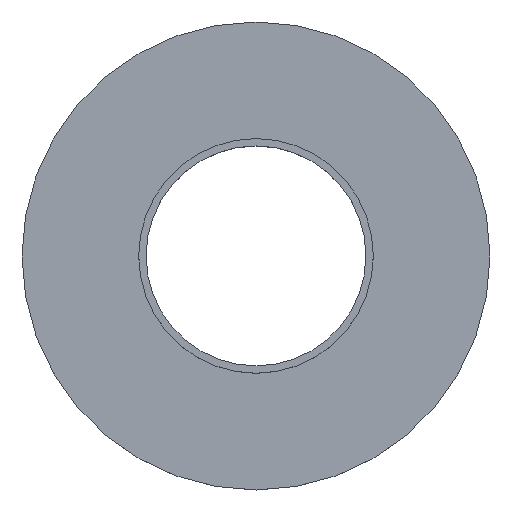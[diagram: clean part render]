
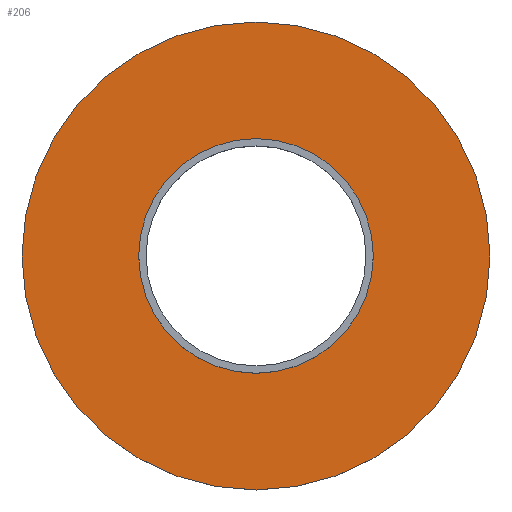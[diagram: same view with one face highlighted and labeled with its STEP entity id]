
A CAD part, top view. The second image highlights one B-rep face of the part: STEP entity #206.
In plain terms, the highlighted planar face has unit normal (0, 0, 1).
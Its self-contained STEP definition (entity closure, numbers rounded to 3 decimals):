
#102=CARTESIAN_POINT('POINT9',(-1.,0.,-0.427));
#103=VERTEX_POINT('VERTEX9',#102);
#110=CARTESIAN_POINT('POINT10',(1.,0.,
   -0.427));
#111=VERTEX_POINT('VERTEX10',#110);
#112=CARTESIAN_POINT('POS11',(0.,0.,-0.427));
#113=DIRECTION('DIR18',(0.,0.,-1.));
#114=DIRECTION('DIR19',(1.,0.,0.));
#115=AXIS2_PLACEMENT_3D('AXIS8',#112,#113,#114);
#116=CIRCLE('ELLIPSE5',#115,1.);
#117=EDGE_CURVE('EDGE12',#111,#103,#116,.T.);
#137=EDGE_CURVE('EDGE14',#103,#111,#116,.T.);
#182=CARTESIAN_POINT('POINT13',(1.995,0.,-0.427));
#183=VERTEX_POINT('VERTEX13',#182);
#184=CARTESIAN_POINT('POINT14',(-1.995,0.,
   -0.427));
#185=VERTEX_POINT('VERTEX14',#184);
#186=CARTESIAN_POINT('POS18',(0.,0.,-0.427));
#187=DIRECTION('DIR29',(0.,0.,1.));
#188=DIRECTION('DIR30',(1.,0.,0.));
#189=AXIS2_PLACEMENT_3D('AXIS12',#186,#187,#188);
#190=CIRCLE('ELLIPSE7',#189,1.995);
#191=EDGE_CURVE('EDGE19',#183,#185,#190,.T.);
#192=ORIENTED_EDGE('COEDGE33',*,*,#191,.T.);
#193=EDGE_CURVE('EDGE20',#185,#183,#190,.T.);
#194=ORIENTED_EDGE('COEDGE34',*,*,#193,.T.);
#195=EDGE_LOOP('NONE',(#192,#194));
#196=FACE_BOUND('LOOP1',#195,.T.);
#197=ORIENTED_EDGE('COEDGE35',*,*,#137,.T.);
#198=ORIENTED_EDGE('COEDGE36',*,*,#117,.T.);
#199=EDGE_LOOP('NONE',(#197,#198));
#200=FACE_BOUND('LOOP1',#199,.T.);
#201=CARTESIAN_POINT('POS19',(0.,0.,-0.427));
#202=DIRECTION('DIR31',(0.,0.,1.));
#203=DIRECTION('DIR32',(1.,0.,0.));
#204=AXIS2_PLACEMENT_3D('AXIS13',#201,#202,#203);
#205=PLANE('PLANE3',#204);
#206=ADVANCED_FACE('FACE9',(#196,#200),#205,.T.);
